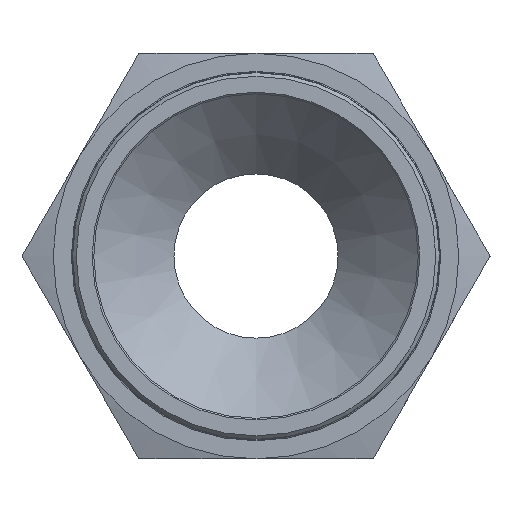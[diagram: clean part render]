
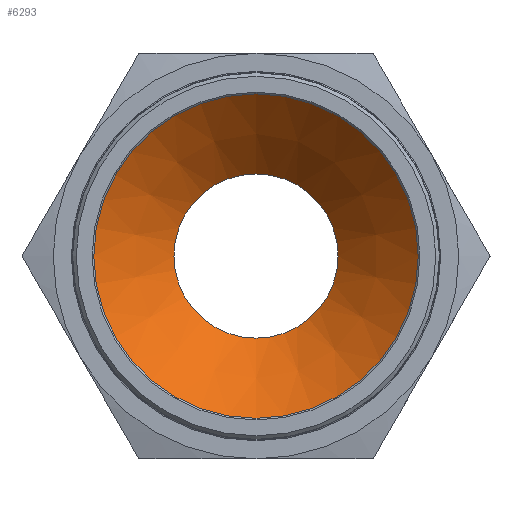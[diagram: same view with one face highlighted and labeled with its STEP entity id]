
A CAD part, left-side view. The second image highlights one B-rep face of the part: STEP entity #6293.
In plain terms, the highlighted conical face has half-angle 45 degrees and reference radius 37.65 mm.
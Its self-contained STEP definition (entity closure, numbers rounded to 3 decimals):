
#1716 = EDGE_CURVE ( 'NONE', #11827, #11827, #10255, .T. ) ;
#1744 = EDGE_CURVE ( 'NONE', #11883, #11883, #10251, .T. ) ;
#6293 = ADVANCED_FACE ( 'NONE', ( #13973, #14002 ), #10212, .F. ) ;
#7162 = ORIENTED_EDGE ( 'NONE', *, *, #1744, .T. ) ;
#7215 = ORIENTED_EDGE ( 'NONE', *, *, #1716, .F. ) ;
#10209 = AXIS2_PLACEMENT_3D ( 'NONE', #13984, #13986, #13965 ) ;
#10212 = CONICAL_SURFACE ( 'NONE', #10209, 37.65, 0.785 ) ;
#10251 = CIRCLE ( 'NONE', #10258, 50. ) ;
#10255 = CIRCLE ( 'NONE', #10261, 25.3 ) ;
#10258 = AXIS2_PLACEMENT_3D ( 'NONE', #13235, #13217, #13274 ) ;
#10261 = AXIS2_PLACEMENT_3D ( 'NONE', #13057, #13045, #13067 ) ;
#11791 = CARTESIAN_POINT ( 'NONE',  ( 12.35, 0., 25.3 ) ) ;
#11827 = VERTEX_POINT ( 'NONE', #11791 ) ;
#11854 = CARTESIAN_POINT ( 'NONE',  ( -12.35, 0., 50. ) ) ;
#11883 = VERTEX_POINT ( 'NONE', #11854 ) ;
#12154 = EDGE_LOOP ( 'NONE', ( #7215 ) ) ;
#12161 = EDGE_LOOP ( 'NONE', ( #7162 ) ) ;
#13045 = DIRECTION ( 'NONE',  ( -1., 0., 0. ) ) ;
#13057 = CARTESIAN_POINT ( 'NONE',  ( 12.35, 0., 0. ) ) ;
#13067 = DIRECTION ( 'NONE',  ( 0., 0., 1. ) ) ;
#13217 = DIRECTION ( 'NONE',  ( -1., 0., 0. ) ) ;
#13235 = CARTESIAN_POINT ( 'NONE',  ( -12.35, 0., 0. ) ) ;
#13274 = DIRECTION ( 'NONE',  ( 0., 0., 1. ) ) ;
#13965 = DIRECTION ( 'NONE',  ( 0., 0., -1. ) ) ;
#13973 = FACE_BOUND ( 'NONE', #12154, .T. ) ;
#13984 = CARTESIAN_POINT ( 'NONE',  ( 0., 0., 0. ) ) ;
#13986 = DIRECTION ( 'NONE',  ( -1., 0., 0. ) ) ;
#14002 = FACE_OUTER_BOUND ( 'NONE', #12161, .T. ) ;
